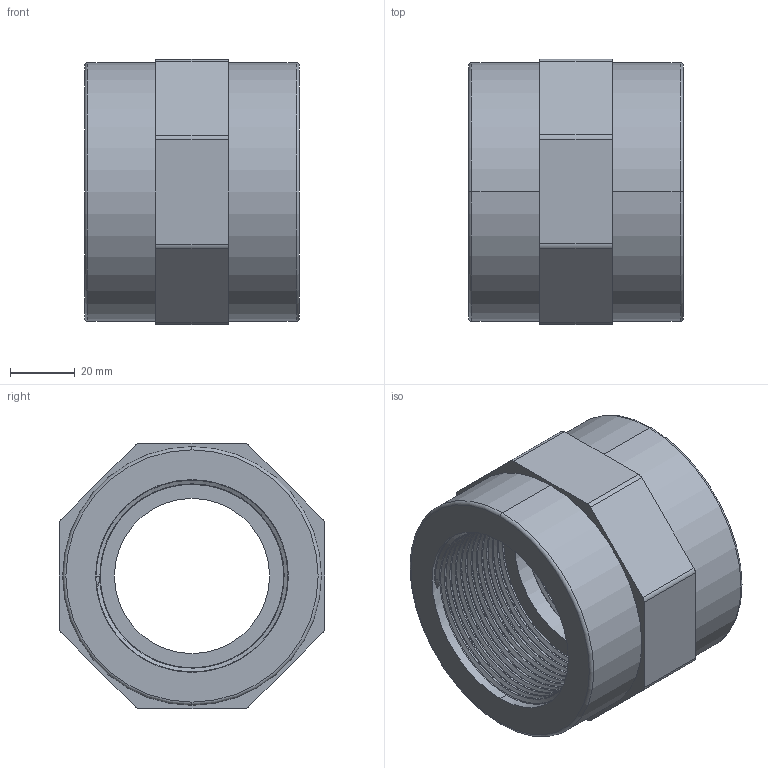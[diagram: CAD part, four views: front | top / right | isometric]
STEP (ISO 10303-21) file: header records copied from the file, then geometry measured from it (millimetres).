
FILE_DESCRIPTION (( 'STEP AP203' ), '1' );
FILE_NAME ('00230_1515.STEP', '2017-05-17T12:53:16', ( '' ), ( '' ), 'SwSTEP 2.0', 'SolidWorks 2011', '' );
FILE_SCHEMA (( 'CONFIG_CONTROL_DESIGN' ));
Length unit declared in the file: millimetre
Products named in the file (1): 00230_1515
Bounding box: 66.4 x 82 x 82 mm (x, y, z)
Volume: 173337.4 mm3; surface area: 43543.3 mm2
Topology: 1 solids, 1 shells, 104 faces, 282 edges, 184 vertices
Faces by surface type: cylinder 66, plane 14, torus 10, bspline 10, cone 4
Entity records: 14690 total; most frequent: CARTESIAN_POINT 12350, ORIENTED_EDGE 564, DIRECTION 396, EDGE_CURVE 282, VERTEX_POINT 184, AXIS2_PLACEMENT_3D 151, EDGE_LOOP 110, FACE_OUTER_BOUND 104
